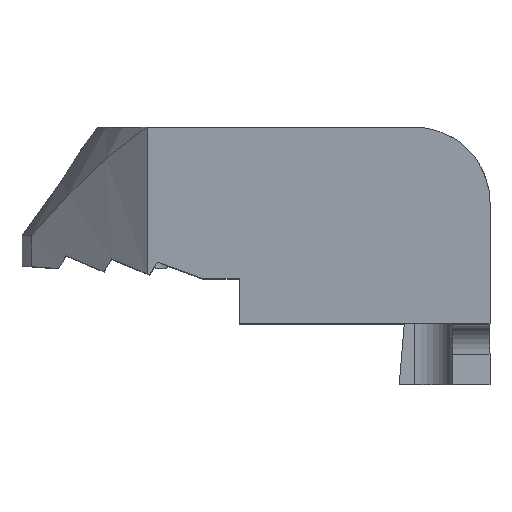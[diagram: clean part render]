
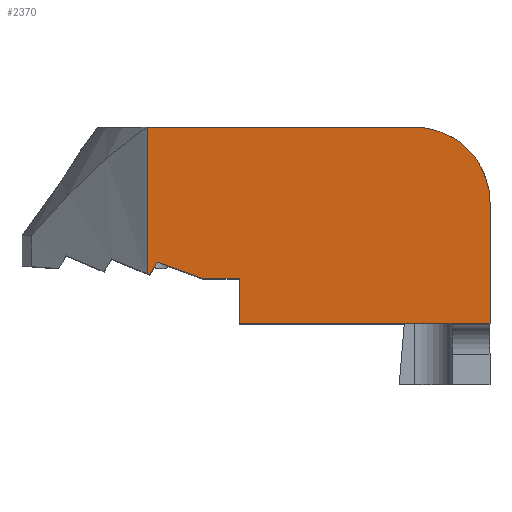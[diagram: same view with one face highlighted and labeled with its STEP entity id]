
A CAD part, top view. The second image highlights one B-rep face of the part: STEP entity #2370.
In plain terms, the highlighted planar face has unit normal (0, -0.058, 0.998).
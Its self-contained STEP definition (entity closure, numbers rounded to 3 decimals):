
#1648 = CARTESIAN_POINT ( 'NONE',  ( -5.566, -13., 12. ) ) ;
#1649 = DIRECTION ( 'NONE',  ( 1., 0., 0. ) ) ;
#1650 = VECTOR ( 'NONE', #1649, 1000. ) ;
#1651 = CARTESIAN_POINT ( 'NONE',  ( 11., -13., 12. ) ) ;
#1655 = LINE ( 'NONE', #1651, #1650 ) ;
#1773 = CARTESIAN_POINT ( 'NONE',  ( 11., -13., 12. ) ) ;
#1872 = VERTEX_POINT ( 'NONE', #3570 ) ;
#1877 = VERTEX_POINT ( 'NONE', #3569 ) ;
#1886 = EDGE_CURVE ( 'NONE', #1872, #1877, #3876, .T. ) ;
#1905 = VERTEX_POINT ( 'NONE', #3867 ) ;
#1916 = VERTEX_POINT ( 'NONE', #3859 ) ;
#1928 = EDGE_CURVE ( 'NONE', #1950, #1905, #3892, .T. ) ;
#1940 = EDGE_CURVE ( 'NONE', #1916, #1950, #3931, .T. ) ;
#1950 = VERTEX_POINT ( 'NONE', #3917 ) ;
#2035 = EDGE_CURVE ( 'NONE', #2036, #2041, #4122, .T. ) ;
#2036 = VERTEX_POINT ( 'NONE', #4118 ) ;
#2041 = VERTEX_POINT ( 'NONE', #4115 ) ;
#2156 = ORIENTED_EDGE ( 'NONE', *, *, #2035, .F. ) ;
#2182 = ORIENTED_EDGE ( 'NONE', *, *, #2359, .T. ) ;
#2185 = ORIENTED_EDGE ( 'NONE', *, *, #1928, .T. ) ;
#2186 = ORIENTED_EDGE ( 'NONE', *, *, #1886, .T. ) ;
#2187 = ORIENTED_EDGE ( 'NONE', *, *, #2303, .T. ) ;
#2188 = ORIENTED_EDGE ( 'NONE', *, *, #2367, .T. ) ;
#2189 = EDGE_LOOP ( 'NONE', ( #2188, #2182, #2156, #2347, #2351, #2185, #2374, #2186, #2187, #2372 ) ) ;
#2275 = EDGE_CURVE ( 'NONE', #1916, #2036, #4718, .T. ) ;
#2303 = EDGE_CURVE ( 'NONE', #1877, #3771, #4802, .T. ) ;
#2338 = VERTEX_POINT ( 'NONE', #4839 ) ;
#2347 = ORIENTED_EDGE ( 'NONE', *, *, #2275, .F. ) ;
#2351 = ORIENTED_EDGE ( 'NONE', *, *, #1940, .T. ) ;
#2359 = EDGE_CURVE ( 'NONE', #2338, #2041, #4913, .T. ) ;
#2367 = EDGE_CURVE ( 'NONE', #3813, #2338, #4903, .T. ) ;
#2370 = ADVANCED_FACE ( 'NONE', ( #4930 ), #4929, .F. ) ;
#2372 = ORIENTED_EDGE ( 'NONE', *, *, #3770, .T. ) ;
#2373 = EDGE_CURVE ( 'NONE', #1905, #1872, #4920, .T. ) ;
#2374 = ORIENTED_EDGE ( 'NONE', *, *, #2373, .T. ) ;
#3569 = CARTESIAN_POINT ( 'NONE',  ( -5.566, -10., 12.173 ) ) ;
#3570 = CARTESIAN_POINT ( 'NONE',  ( -8., -10., 12.173 ) ) ;
#3770 = EDGE_CURVE ( 'NONE', #3771, #3813, #1655, .T. ) ;
#3771 = VERTEX_POINT ( 'NONE', #1648 ) ;
#3813 = VERTEX_POINT ( 'NONE', #1773 ) ;
#3859 = CARTESIAN_POINT ( 'NONE',  ( -11.659, -9.688, 12.191 ) ) ;
#3867 = CARTESIAN_POINT ( 'NONE',  ( -11., -8.913, 12.236 ) ) ;
#3873 = DIRECTION ( 'NONE',  ( 1., 0., 0. ) ) ;
#3874 = VECTOR ( 'NONE', #3873, 1000. ) ;
#3875 = CARTESIAN_POINT ( 'NONE',  ( 11., -10., 12.173 ) ) ;
#3876 = LINE ( 'NONE', #3875, #3874 ) ;
#3889 = DIRECTION ( 'NONE',  ( 0.51, 0.859, 0.05 ) ) ;
#3890 = VECTOR ( 'NONE', #3889, 1000. ) ;
#3891 = CARTESIAN_POINT ( 'NONE',  ( -1.366, 7.316, 13.172 ) ) ;
#3892 = LINE ( 'NONE', #3891, #3890 ) ;
#3917 = CARTESIAN_POINT ( 'NONE',  ( -11.5, -9.755, 12.187 ) ) ;
#3928 = DIRECTION ( 'NONE',  ( 0.921, -0.388, -0.022 ) ) ;
#3929 = VECTOR ( 'NONE', #3928, 1000. ) ;
#3930 = CARTESIAN_POINT ( 'NONE',  ( 4.107, -16.324, 11.808 ) ) ;
#3931 = LINE ( 'NONE', #3930, #3929 ) ;
#4115 = CARTESIAN_POINT ( 'NONE',  ( 6., 0., 12.75 ) ) ;
#4118 = CARTESIAN_POINT ( 'NONE',  ( -11.659, 0., 12.75 ) ) ;
#4119 = DIRECTION ( 'NONE',  ( 1., 0., 0. ) ) ;
#4120 = VECTOR ( 'NONE', #4119, 1000. ) ;
#4121 = CARTESIAN_POINT ( 'NONE',  ( 11., 0., 12.75 ) ) ;
#4122 = LINE ( 'NONE', #4121, #4120 ) ;
#4711 = DIRECTION ( 'NONE',  ( 0., 0.998, 0.058 ) ) ;
#4712 = VECTOR ( 'NONE', #4711, 1000. ) ;
#4713 = CARTESIAN_POINT ( 'NONE',  ( -11.659, -6.5, 12.375 ) ) ;
#4718 = LINE ( 'NONE', #4713, #4712 ) ;
#4799 = DIRECTION ( 'NONE',  ( 0., -0.998, -0.058 ) ) ;
#4800 = VECTOR ( 'NONE', #4799, 1000. ) ;
#4801 = CARTESIAN_POINT ( 'NONE',  ( -5.566, 0., 12.75 ) ) ;
#4802 = LINE ( 'NONE', #4801, #4800 ) ;
#4839 = CARTESIAN_POINT ( 'NONE',  ( 11., -5., 12.462 ) ) ;
#4903 = LINE ( 'NONE', #4957, #4956 ) ;
#4909 = CARTESIAN_POINT ( 'NONE',  ( 6., 0., 12.75 ) ) ;
#4910 = CARTESIAN_POINT ( 'NONE',  ( 8.929, 0., 12.75 ) ) ;
#4911 = CARTESIAN_POINT ( 'NONE',  ( 11., -2.071, 12.631 ) ) ;
#4912 = CARTESIAN_POINT ( 'NONE',  ( 11., -5., 12.462 ) ) ;
#4913 =( BOUNDED_CURVE ( )  B_SPLINE_CURVE ( 3, ( #4912, #4911, #4910, #4909 ),
 .UNSPECIFIED., .F., .T. ) 
 B_SPLINE_CURVE_WITH_KNOTS ( ( 4, 4 ),
 ( 4.712, 6.283 ),
 .UNSPECIFIED. ) 
 CURVE ( )  GEOMETRIC_REPRESENTATION_ITEM ( )  RATIONAL_B_SPLINE_CURVE ( ( 1., 0.805, 0.805, 1. ) ) 
 REPRESENTATION_ITEM ( '' )  );
#4919 = CARTESIAN_POINT ( 'NONE',  ( 5.576, -14.919, 11.889 ) ) ;
#4920 = LINE ( 'NONE', #4919, #4969 ) ;
#4925 = DIRECTION ( 'NONE',  ( 0., 0.998, 0.058 ) ) ;
#4926 = DIRECTION ( 'NONE',  ( 0., 0.058, -0.998 ) ) ;
#4927 = AXIS2_PLACEMENT_3D ( 'NONE', #4928, #4926, #4925 ) ;
#4928 = CARTESIAN_POINT ( 'NONE',  ( 11., 0., 12.75 ) ) ;
#4929 = PLANE ( 'NONE',  #4927 ) ;
#4930 = FACE_OUTER_BOUND ( 'NONE', #2189, .T. ) ;
#4955 = DIRECTION ( 'NONE',  ( 0., 0.998, 0.058 ) ) ;
#4956 = VECTOR ( 'NONE', #4955, 1000. ) ;
#4957 = CARTESIAN_POINT ( 'NONE',  ( 11., -13., 12. ) ) ;
#4968 = DIRECTION ( 'NONE',  ( 0.94, -0.341, -0.02 ) ) ;
#4969 = VECTOR ( 'NONE', #4968, 1000. ) ;
